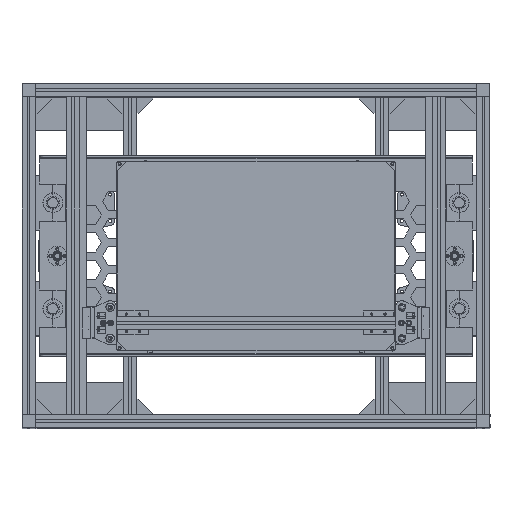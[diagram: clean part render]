
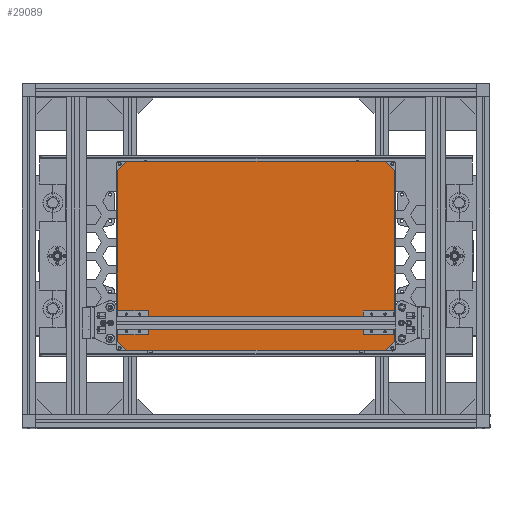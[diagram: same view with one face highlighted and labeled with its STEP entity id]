
A CAD part, top view. The second image highlights one B-rep face of the part: STEP entity #29089.
In plain terms, the highlighted face is planar.
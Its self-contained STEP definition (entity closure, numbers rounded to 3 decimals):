
#2067=PLANE('',#31871);
#3299=FACE_OUTER_BOUND('',#5157,.T.);
#5157=EDGE_LOOP('',(#24854,#24855,#24856,#24857,#24858,#24859,#24860,#24861));
#8098=LINE('',#46671,#11147);
#8100=LINE('',#46675,#11149);
#8103=LINE('',#46681,#11152);
#8104=LINE('',#46683,#11153);
#8105=LINE('',#46685,#11154);
#8106=LINE('',#46687,#11155);
#8107=LINE('',#46689,#11156);
#8108=LINE('',#46690,#11157);
#11147=VECTOR('',#37988,10.);
#11149=VECTOR('',#37992,10.);
#11152=VECTOR('',#37997,10.);
#11153=VECTOR('',#37998,10.);
#11154=VECTOR('',#37999,10.);
#11155=VECTOR('',#38000,10.);
#11156=VECTOR('',#38001,10.);
#11157=VECTOR('',#38002,10.);
#14741=VERTEX_POINT('',#46668);
#14742=VERTEX_POINT('',#46670);
#14743=VERTEX_POINT('',#46674);
#14745=VERTEX_POINT('',#46680);
#14746=VERTEX_POINT('',#46682);
#14747=VERTEX_POINT('',#46684);
#14748=VERTEX_POINT('',#46686);
#14749=VERTEX_POINT('',#46688);
#18249=EDGE_CURVE('',#14741,#14742,#8098,.T.);
#18251=EDGE_CURVE('',#14743,#14742,#8100,.T.);
#18254=EDGE_CURVE('',#14741,#14745,#8103,.T.);
#18255=EDGE_CURVE('',#14746,#14745,#8104,.T.);
#18256=EDGE_CURVE('',#14746,#14747,#8105,.T.);
#18257=EDGE_CURVE('',#14748,#14747,#8106,.T.);
#18258=EDGE_CURVE('',#14748,#14749,#8107,.T.);
#18259=EDGE_CURVE('',#14743,#14749,#8108,.T.);
#24854=ORIENTED_EDGE('',*,*,#18249,.F.);
#24855=ORIENTED_EDGE('',*,*,#18254,.T.);
#24856=ORIENTED_EDGE('',*,*,#18255,.F.);
#24857=ORIENTED_EDGE('',*,*,#18256,.T.);
#24858=ORIENTED_EDGE('',*,*,#18257,.F.);
#24859=ORIENTED_EDGE('',*,*,#18258,.T.);
#24860=ORIENTED_EDGE('',*,*,#18259,.F.);
#24861=ORIENTED_EDGE('',*,*,#18251,.T.);
#29089=ADVANCED_FACE('',(#3299),#2067,.F.);
#31871=AXIS2_PLACEMENT_3D('',#46679,#37995,#37996);
#37988=DIRECTION('',(-0.707,-0.707,0.));
#37992=DIRECTION('',(0.,1.,0.));
#37995=DIRECTION('center_axis',(0.,0.,1.));
#37996=DIRECTION('ref_axis',(1.,0.,0.));
#37997=DIRECTION('',(1.,0.,0.));
#37998=DIRECTION('',(-0.707,0.707,0.));
#37999=DIRECTION('',(0.,-1.,0.));
#38000=DIRECTION('',(0.707,0.707,0.));
#38001=DIRECTION('',(-1.,0.,0.));
#38002=DIRECTION('',(0.707,-0.707,0.));
#46668=CARTESIAN_POINT('',(-146.5,107.,0.));
#46670=CARTESIAN_POINT('',(-157.,96.5,0.));
#46671=CARTESIAN_POINT('',(-139.25,114.25,0.));
#46674=CARTESIAN_POINT('',(-157.,-96.5,0.));
#46675=CARTESIAN_POINT('',(-157.,-107.,0.));
#46679=CARTESIAN_POINT('Origin',(0.,0.,
0.));
#46680=CARTESIAN_POINT('',(146.5,107.,0.));
#46681=CARTESIAN_POINT('',(-157.,107.,0.));
#46682=CARTESIAN_POINT('',(157.,96.5,0.));
#46683=CARTESIAN_POINT('',(139.25,114.25,0.));
#46684=CARTESIAN_POINT('',(157.,-96.5,0.));
#46685=CARTESIAN_POINT('',(157.,107.,0.));
#46686=CARTESIAN_POINT('',(146.5,-107.,0.));
#46687=CARTESIAN_POINT('',(139.25,-114.25,0.));
#46688=CARTESIAN_POINT('',(-146.5,-107.,0.));
#46689=CARTESIAN_POINT('',(157.,-107.,0.));
#46690=CARTESIAN_POINT('',(-139.25,-114.25,0.));
